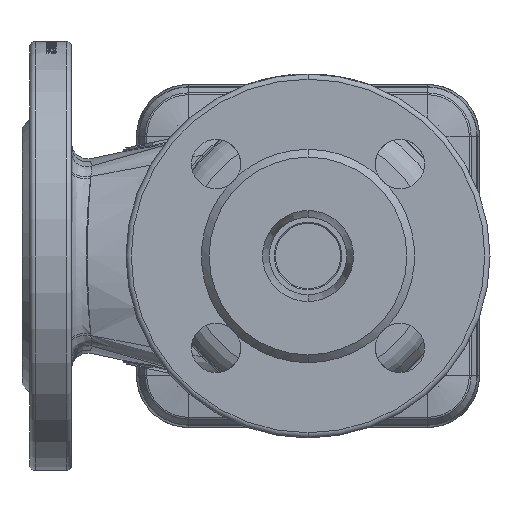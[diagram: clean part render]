
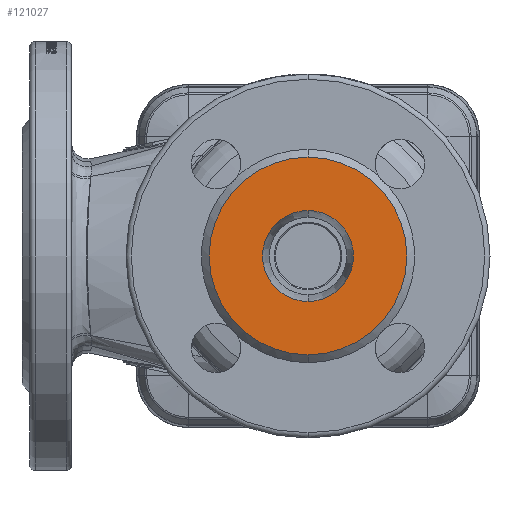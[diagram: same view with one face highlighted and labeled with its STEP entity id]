
A CAD part, front view. The second image highlights one B-rep face of the part: STEP entity #121027.
In plain terms, the highlighted planar face has unit normal (0, -1, 0).
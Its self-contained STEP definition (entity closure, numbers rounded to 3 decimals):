
#3342 = FACE_OUTER_BOUND ( 'NONE', #35177, .T. ) ;
#3652 = DIRECTION ( 'NONE',  ( 0., -1., 0. ) ) ;
#12555 = EDGE_CURVE ( 'NONE', #105359, #56571, #78707, .T. ) ;
#14964 = CIRCLE ( 'NONE', #17540, 38. ) ;
#16687 = DIRECTION ( 'NONE',  ( 0., 1., 0. ) ) ;
#17540 = AXIS2_PLACEMENT_3D ( 'NONE', #68035, #81536, #55371 ) ;
#19572 = VERTEX_POINT ( 'NONE', #115523 ) ;
#20652 = CARTESIAN_POINT ( 'NONE',  ( 0., -115., -38. ) ) ;
#21135 = ORIENTED_EDGE ( 'NONE', *, *, #95204, .F. ) ;
#27835 = ORIENTED_EDGE ( 'NONE', *, *, #12555, .F. ) ;
#33357 = CARTESIAN_POINT ( 'NONE',  ( 0., -115., 0. ) ) ;
#34023 = DIRECTION ( 'NONE',  ( 0., 0., 1. ) ) ;
#34792 = DIRECTION ( 'NONE',  ( 0., -1., 0. ) ) ;
#35177 = EDGE_LOOP ( 'NONE', ( #136080, #21135 ) ) ;
#45230 = DIRECTION ( 'NONE',  ( 0., 0., 1. ) ) ;
#45880 = CARTESIAN_POINT ( 'NONE',  ( 0., -115., 0. ) ) ;
#49061 = AXIS2_PLACEMENT_3D ( 'NONE', #150284, #3652, #63014 ) ;
#52532 = CIRCLE ( 'NONE', #123465, 38. ) ;
#55371 = DIRECTION ( 'NONE',  ( 0., 0., 1. ) ) ;
#56571 = VERTEX_POINT ( 'NONE', #135586 ) ;
#63014 = DIRECTION ( 'NONE',  ( 0., 0., 1. ) ) ;
#64322 = VERTEX_POINT ( 'NONE', #20652 ) ;
#64667 = EDGE_CURVE ( 'NONE', #19572, #64322, #14964, .T. ) ;
#66626 = FACE_BOUND ( 'NONE', #76894, .T. ) ;
#67396 = DIRECTION ( 'NONE',  ( 0., 0., 1. ) ) ;
#68035 = CARTESIAN_POINT ( 'NONE',  ( 0., -115., 0. ) ) ;
#69807 = DIRECTION ( 'NONE',  ( 0., 1., 0. ) ) ;
#71076 = AXIS2_PLACEMENT_3D ( 'NONE', #45880, #34792, #34023 ) ;
#76166 = CARTESIAN_POINT ( 'NONE',  ( 0., -115., 0. ) ) ;
#76894 = EDGE_LOOP ( 'NONE', ( #95181, #27835 ) ) ;
#78547 = PLANE ( 'NONE',  #84860 ) ;
#78707 = CIRCLE ( 'NONE', #71076, 17.5 ) ;
#81536 = DIRECTION ( 'NONE',  ( 0., 1., 0. ) ) ;
#84860 = AXIS2_PLACEMENT_3D ( 'NONE', #76166, #16687, #67396 ) ;
#86875 = CARTESIAN_POINT ( 'NONE',  ( 0., -115., -17.5 ) ) ;
#94539 = CIRCLE ( 'NONE', #49061, 17.5 ) ;
#95181 = ORIENTED_EDGE ( 'NONE', *, *, #112941, .F. ) ;
#95204 = EDGE_CURVE ( 'NONE', #64322, #19572, #52532, .T. ) ;
#105359 = VERTEX_POINT ( 'NONE', #86875 ) ;
#112941 = EDGE_CURVE ( 'NONE', #56571, #105359, #94539, .T. ) ;
#115523 = CARTESIAN_POINT ( 'NONE',  ( 0., -115., 38. ) ) ;
#121027 = ADVANCED_FACE ( 'NONE', ( #3342, #66626 ), #78547, .F. ) ;
#123465 = AXIS2_PLACEMENT_3D ( 'NONE', #33357, #69807, #45230 ) ;
#135586 = CARTESIAN_POINT ( 'NONE',  ( 0., -115., 17.5 ) ) ;
#136080 = ORIENTED_EDGE ( 'NONE', *, *, #64667, .F. ) ;
#150284 = CARTESIAN_POINT ( 'NONE',  ( 0., -115., 0. ) ) ;
